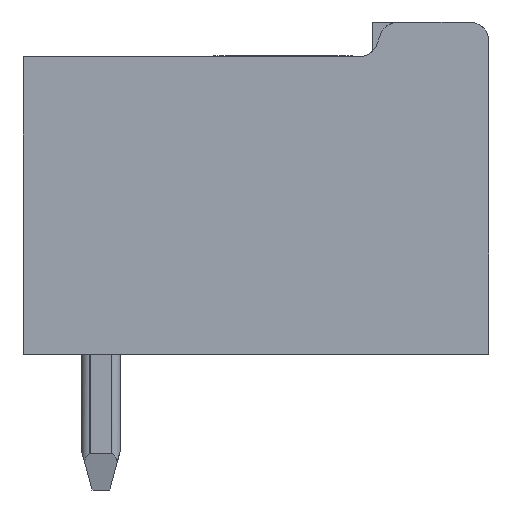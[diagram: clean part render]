
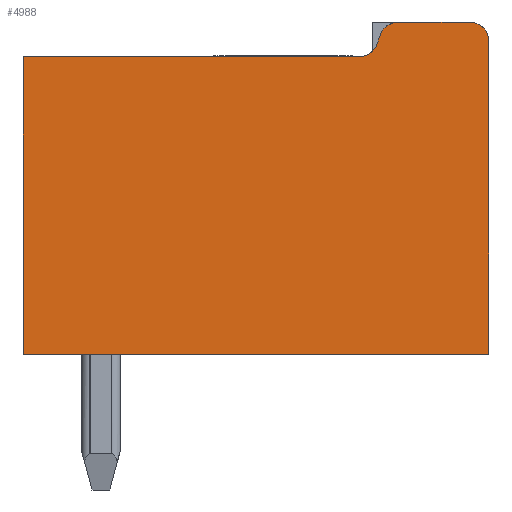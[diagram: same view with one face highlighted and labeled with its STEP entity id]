
A CAD part, left-side view. The second image highlights one B-rep face of the part: STEP entity #4988.
In plain terms, the highlighted planar face has unit normal (-1, 0, 0).
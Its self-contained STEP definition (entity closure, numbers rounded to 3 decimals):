
#4988=ADVANCED_FACE('',(#12191),#12192,.T.);
#6012=VERTEX_POINT('',#13629);
#6014=EDGE_CURVE('',#13631,#6012,#13632,.F.);
#6052=VERTEX_POINT('',#13677);
#6054=EDGE_CURVE('',#13679,#6052,#13680,.F.);
#6062=VERTEX_POINT('',#13689);
#6064=EDGE_CURVE('',#13691,#6062,#13692,.F.);
#7292=VERTEX_POINT('',#14987);
#7294=EDGE_CURVE('',#7292,#6052,#14989,.T.);
#7364=VERTEX_POINT('',#15060);
#7368=VERTEX_POINT('',#15064);
#7370=EDGE_CURVE('',#7368,#7364,#15066,.F.);
#7406=VERTEX_POINT('',#15102);
#7410=EDGE_CURVE('',#7364,#7406,#15106,.F.);
#7414=VERTEX_POINT('',#15110);
#7418=EDGE_CURVE('',#7414,#13691,#15114,.F.);
#7420=EDGE_CURVE('',#6012,#7406,#15116,.F.);
#7422=EDGE_CURVE('',#7292,#13631,#15118,.F.);
#7424=VERTEX_POINT('',#15120);
#7426=EDGE_CURVE('',#7424,#13679,#15122,.F.);
#7428=EDGE_CURVE('',#6062,#7424,#15124,.T.);
#7430=EDGE_CURVE('',#7368,#7414,#15126,.T.);
#12191=FACE_OUTER_BOUND('',#28258,.T.);
#12192=PLANE('',#28259);
#13629=CARTESIAN_POINT('',(0.0,0.0,8.07));
#13631=VERTEX_POINT('',#31105);
#13632=CIRCLE('',#31106,0.5);
#13677=CARTESIAN_POINT('',(0.,2.322,8.57));
#13679=VERTEX_POINT('',#31169);
#13680=CIRCLE('',#31170,0.5);
#13689=CARTESIAN_POINT('',(0.,2.88,7.999));
#13691=VERTEX_POINT('',#31185);
#13692=CIRCLE('',#31186,0.5);
#14987=CARTESIAN_POINT('',(0.0,0.5,8.57));
#14989=LINE('',#34422,#34423);
#15060=CARTESIAN_POINT('',(0.,12.,0.0));
#15064=CARTESIAN_POINT('',(0.0,12.0,7.67));
#15066=LINE('',#34541,#34542);
#15102=CARTESIAN_POINT('',(0.,0.0,0.));
#15106=LINE('',#34605,#34606);
#15110=CARTESIAN_POINT('',(0.,3.35,7.67));
#15114=CIRCLE('',#34619,0.5);
#15116=LINE('',#34622,#34623);
#15118=CIRCLE('',#34626,0.5);
#15120=CARTESIAN_POINT('',(0.,2.792,8.241));
#15122=CIRCLE('',#34631,0.5);
#15124=LINE('',#34634,#34635);
#15126=LINE('',#34638,#34639);
#28258=EDGE_LOOP('',(#42539,#42540,#42541,#42542,#42543,#42544,#42545,#42546,#42547,#42548,#42549,#42550));
#28259=AXIS2_PLACEMENT_3D('',#42551,#42552,#42553);
#31105=CARTESIAN_POINT('',(0.,0.497,8.57));
#31106=AXIS2_PLACEMENT_3D('',#46171,#46172,#46173);
#31169=CARTESIAN_POINT('',(0.,2.789,8.249));
#31170=AXIS2_PLACEMENT_3D('',#46199,#46200,#46201);
#31185=CARTESIAN_POINT('',(0.,3.342,7.67));
#31186=AXIS2_PLACEMENT_3D('',#46206,#46207,#46208);
#34422=CARTESIAN_POINT('',(0.0,7.681,8.57));
#34423=VECTOR('',#46756,1.0);
#34541=CARTESIAN_POINT('',(0.0,12.0,4.296));
#34542=VECTOR('',#46792,1.0);
#34605=CARTESIAN_POINT('',(0.0,12.3,0.));
#34606=VECTOR('',#46814,1.0);
#34619=AXIS2_PLACEMENT_3D('',#46817,#46818,#46819);
#34622=CARTESIAN_POINT('',(0.,0.0,8.528));
#34623=VECTOR('',#46820,1.0);
#34626=AXIS2_PLACEMENT_3D('',#46821,#46822,#46823);
#34631=AXIS2_PLACEMENT_3D('',#46824,#46825,#46826);
#34634=CARTESIAN_POINT('',(0.,3.26,6.956));
#34635=VECTOR('',#46827,1.0);
#34638=CARTESIAN_POINT('',(0.,7.717,7.67));
#34639=VECTOR('',#46828,1.0);
#42539=ORIENTED_EDGE('',*,*,#7420,.F.);
#42540=ORIENTED_EDGE('',*,*,#6014,.F.);
#42541=ORIENTED_EDGE('',*,*,#7422,.F.);
#42542=ORIENTED_EDGE('',*,*,#7294,.T.);
#42543=ORIENTED_EDGE('',*,*,#6054,.F.);
#42544=ORIENTED_EDGE('',*,*,#7426,.F.);
#42545=ORIENTED_EDGE('',*,*,#7428,.F.);
#42546=ORIENTED_EDGE('',*,*,#6064,.F.);
#42547=ORIENTED_EDGE('',*,*,#7418,.F.);
#42548=ORIENTED_EDGE('',*,*,#7430,.F.);
#42549=ORIENTED_EDGE('',*,*,#7370,.T.);
#42550=ORIENTED_EDGE('',*,*,#7410,.T.);
#42551=CARTESIAN_POINT('',(0.,12.3,8.784));
#42552=DIRECTION('',(-1.0,0.,0.));
#42553=DIRECTION('',(0.,-0.0,1.0));
#46171=CARTESIAN_POINT('',(0.0,0.5,8.07));
#46172=DIRECTION('',(-1.0,0.,0.));
#46173=DIRECTION('',(0.,-0.006,1.));
#46199=CARTESIAN_POINT('',(0.0,2.322,8.07));
#46200=DIRECTION('',(-1.0,0.,0.));
#46201=DIRECTION('',(0.,0.934,0.358));
#46206=CARTESIAN_POINT('',(0.0,3.35,8.17));
#46207=DIRECTION('',(1.0,0.,0.));
#46208=DIRECTION('',(0.,-0.017,-1.));
#46756=DIRECTION('',(0.,1.0,-0.0));
#46792=DIRECTION('',(0.,0.,1.0));
#46814=DIRECTION('',(0.,1.0,0.));
#46817=CARTESIAN_POINT('',(0.0,3.35,8.17));
#46818=DIRECTION('',(1.0,0.,0.));
#46819=DIRECTION('',(0.,-0.017,-1.));
#46820=DIRECTION('',(0.,0.,1.0));
#46821=CARTESIAN_POINT('',(0.0,0.5,8.07));
#46822=DIRECTION('',(-1.0,0.,0.));
#46823=DIRECTION('',(0.,-0.006,1.));
#46824=CARTESIAN_POINT('',(0.0,2.322,8.07));
#46825=DIRECTION('',(-1.0,0.,0.));
#46826=DIRECTION('',(0.,0.934,0.358));
#46827=DIRECTION('',(0.,-0.342,0.94));
#46828=DIRECTION('',(0.,-1.0,-0.0));
